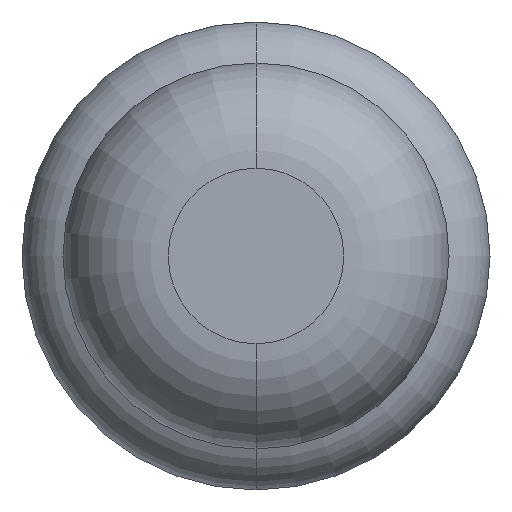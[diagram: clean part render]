
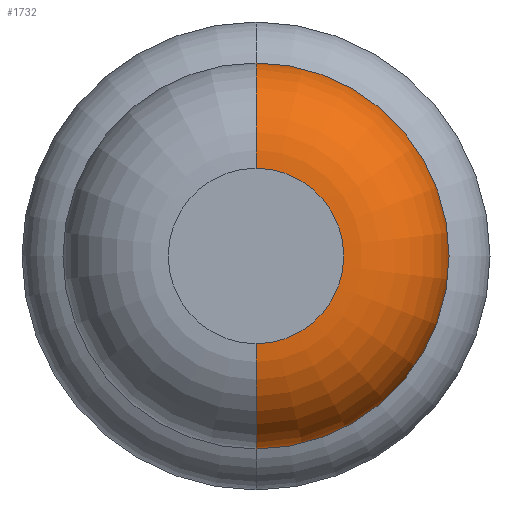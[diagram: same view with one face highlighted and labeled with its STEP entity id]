
A CAD part, front view. The second image highlights one B-rep face of the part: STEP entity #1732.
In plain terms, the highlighted toroidal (fillet/blend) face has major radius 0.375 mm and minor radius 0.45 mm.
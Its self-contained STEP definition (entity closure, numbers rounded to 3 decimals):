
#82 = CARTESIAN_POINT ( 'NONE',  ( 0., -27.4, 0. ) ) ;
#129 = DIRECTION ( 'NONE',  ( 0., 1., 0. ) ) ;
#210 = TOROIDAL_SURFACE ( 'NONE', #485, 0.375, 0.45 ) ;
#219 = ORIENTED_EDGE ( 'NONE', *, *, #1997, .F. ) ;
#273 = AXIS2_PLACEMENT_3D ( 'NONE', #1295, #3361, #4053 ) ;
#313 = ORIENTED_EDGE ( 'NONE', *, *, #4428, .T. ) ;
#452 = CARTESIAN_POINT ( 'NONE',  ( 0., -26.95, -0.825 ) ) ;
#479 = CARTESIAN_POINT ( 'NONE',  ( 0., -27.4, -0.375 ) ) ;
#485 = AXIS2_PLACEMENT_3D ( 'NONE', #883, #3342, #2267 ) ;
#501 = VERTEX_POINT ( 'NONE', #452 ) ;
#540 = VERTEX_POINT ( 'NONE', #1840 ) ;
#797 = DIRECTION ( 'NONE',  ( 0., 0., 1. ) ) ;
#883 = CARTESIAN_POINT ( 'NONE',  ( 0., -26.95, 0. ) ) ;
#1009 = AXIS2_PLACEMENT_3D ( 'NONE', #4349, #2930, #2611 ) ;
#1295 = CARTESIAN_POINT ( 'NONE',  ( 0., -26.95, -0.375 ) ) ;
#1342 = CARTESIAN_POINT ( 'NONE',  ( 0., -26.95, 0.375 ) ) ;
#1530 = FACE_OUTER_BOUND ( 'NONE', #4159, .T. ) ;
#1679 = AXIS2_PLACEMENT_3D ( 'NONE', #1342, #4509, #3136 ) ;
#1732 = ADVANCED_FACE ( 'Defeature ausgef�hrt3_8', ( #1530 ), #210, .T. ) ;
#1840 = CARTESIAN_POINT ( 'NONE',  ( 0., -27.4, 0.375 ) ) ;
#1859 = ORIENTED_EDGE ( 'NONE', *, *, #2945, .F. ) ;
#1997 = EDGE_CURVE ( 'NONE', #540, #4458, #3339, .T. ) ;
#2267 = DIRECTION ( 'NONE',  ( 0., 0., 1. ) ) ;
#2294 = EDGE_CURVE ( 'NONE', #4431, #501, #4443, .T. ) ;
#2611 = DIRECTION ( 'NONE',  ( 0., 0., 1. ) ) ;
#2680 = ORIENTED_EDGE ( 'NONE', *, *, #2294, .T. ) ;
#2930 = DIRECTION ( 'NONE',  ( 0., 1., 0. ) ) ;
#2945 = EDGE_CURVE ( 'Defeature ausgef�hrt3_9+Defeature ausgef�hrt3_8+Defeature ausgef�hrt3_8+Defeature ausgef�hrt3_8', #4458, #501, #4226, .T. ) ;
#3136 = DIRECTION ( 'NONE',  ( 0., 0., 1. ) ) ;
#3339 = CIRCLE ( 'NONE', #1679, 0.45 ) ;
#3342 = DIRECTION ( 'NONE',  ( 0., 1., 0. ) ) ;
#3361 = DIRECTION ( 'NONE',  ( 1., 0., 0. ) ) ;
#3525 = CIRCLE ( 'NONE', #4374, 0.375 ) ;
#3647 = CARTESIAN_POINT ( 'NONE',  ( 0., -26.95, 0.825 ) ) ;
#4053 = DIRECTION ( 'NONE',  ( 0., 0., -1. ) ) ;
#4159 = EDGE_LOOP ( 'NONE', ( #313, #2680, #1859, #219 ) ) ;
#4226 = CIRCLE ( 'NONE', #1009, 0.825 ) ;
#4349 = CARTESIAN_POINT ( 'NONE',  ( 0., -26.95, 0. ) ) ;
#4374 = AXIS2_PLACEMENT_3D ( 'NONE', #82, #129, #797 ) ;
#4428 = EDGE_CURVE ( 'Defeature ausgef�hrt3_8+Defeature ausgef�hrt3_7+Defeature ausgef�hrt3_7+Defeature ausgef�hrt3_7', #540, #4431, #3525, .T. ) ;
#4431 = VERTEX_POINT ( 'NONE', #479 ) ;
#4443 = CIRCLE ( 'NONE', #273, 0.45 ) ;
#4458 = VERTEX_POINT ( 'NONE', #3647 ) ;
#4509 = DIRECTION ( 'NONE',  ( -1., 0., 0. ) ) ;
